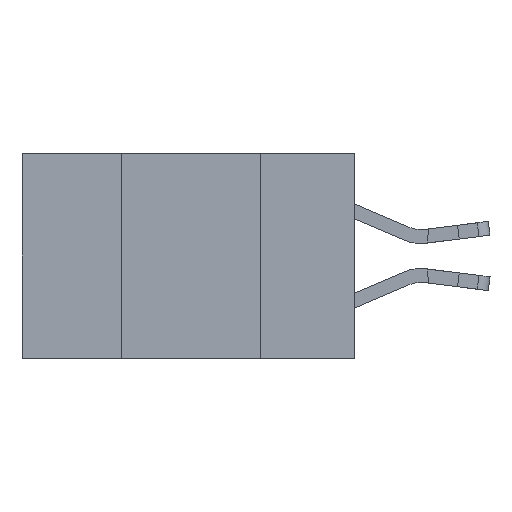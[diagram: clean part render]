
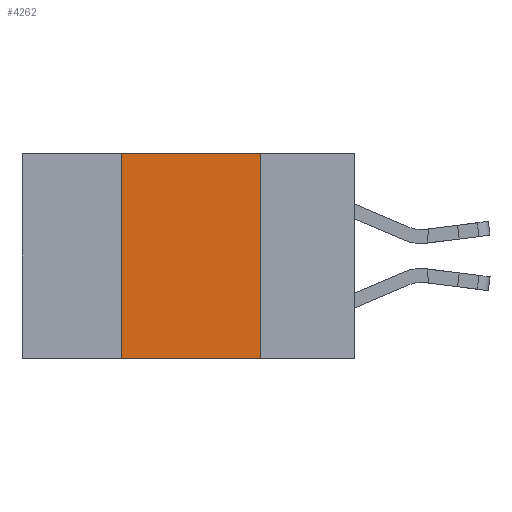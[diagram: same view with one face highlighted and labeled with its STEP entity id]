
A CAD part, left-side view. The second image highlights one B-rep face of the part: STEP entity #4262.
In plain terms, the highlighted planar face has unit normal (-1, 0, 0).
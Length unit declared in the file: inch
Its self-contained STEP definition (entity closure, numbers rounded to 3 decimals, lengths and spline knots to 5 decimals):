
#2419 = LINE ( 'NONE', #10006, #12879 ) ;
#2695 = DIRECTION ( 'NONE',  ( 0., -1., 0. ) ) ;
#2811 = ORIENTED_EDGE ( 'NONE', *, *, #10882, .F. ) ;
#4094 = VERTEX_POINT ( 'NONE', #8404 ) ;
#4262 = ADVANCED_FACE ( 'NONE', ( #11882 ), #7401, .F. ) ;
#5341 = CARTESIAN_POINT ( 'NONE',  ( 0., 0.17, 0. ) ) ;
#5714 = VECTOR ( 'NONE', #13428, 39.37008 ) ;
#5791 = EDGE_CURVE ( 'NONE', #10734, #4094, #8901, .T. ) ;
#5878 = AXIS2_PLACEMENT_3D ( 'NONE', #13384, #7301, #7457 ) ;
#6612 = ORIENTED_EDGE ( 'NONE', *, *, #7229, .T. ) ;
#7025 = ORIENTED_EDGE ( 'NONE', *, *, #5791, .F. ) ;
#7229 = EDGE_CURVE ( 'NONE', #10734, #7334, #7724, .T. ) ;
#7301 = DIRECTION ( 'NONE',  ( 1., 0., 0. ) ) ;
#7334 = VERTEX_POINT ( 'NONE', #10929 ) ;
#7401 = PLANE ( 'NONE',  #5878 ) ;
#7457 = DIRECTION ( 'NONE',  ( 0., 0., -1. ) ) ;
#7724 = LINE ( 'NONE', #9895, #10680 ) ;
#8404 = CARTESIAN_POINT ( 'NONE',  ( 0., 0.42, 0. ) ) ;
#8814 = EDGE_LOOP ( 'NONE', ( #10865, #2811, #7025, #6612 ) ) ;
#8901 = LINE ( 'NONE', #14316, #5714 ) ;
#9173 = CARTESIAN_POINT ( 'NONE',  ( 0., 0.42, -0.37 ) ) ;
#9643 = VECTOR ( 'NONE', #15474, 39.37008 ) ;
#9895 = CARTESIAN_POINT ( 'NONE',  ( 0., 0.6, -0.37 ) ) ;
#10006 = CARTESIAN_POINT ( 'NONE',  ( 0., 0.17, 0. ) ) ;
#10680 = VECTOR ( 'NONE', #2695, 39.37008 ) ;
#10734 = VERTEX_POINT ( 'NONE', #9173 ) ;
#10865 = ORIENTED_EDGE ( 'NONE', *, *, #13900, .F. ) ;
#10882 = EDGE_CURVE ( 'NONE', #4094, #12654, #13733, .T. ) ;
#10929 = CARTESIAN_POINT ( 'NONE',  ( 0., 0.17, -0.37 ) ) ;
#11882 = FACE_OUTER_BOUND ( 'NONE', #8814, .T. ) ;
#12500 = DIRECTION ( 'NONE',  ( 0., 0., -1. ) ) ;
#12654 = VERTEX_POINT ( 'NONE', #5341 ) ;
#12879 = VECTOR ( 'NONE', #12500, 39.37008 ) ;
#12913 = CARTESIAN_POINT ( 'NONE',  ( 0., 0.6, 0. ) ) ;
#13384 = CARTESIAN_POINT ( 'NONE',  ( 0., 0.6, 0. ) ) ;
#13428 = DIRECTION ( 'NONE',  ( 0., 0., 1. ) ) ;
#13733 = LINE ( 'NONE', #12913, #9643 ) ;
#13900 = EDGE_CURVE ( 'NONE', #12654, #7334, #2419, .T. ) ;
#14316 = CARTESIAN_POINT ( 'NONE',  ( 0., 0.42, 0. ) ) ;
#15474 = DIRECTION ( 'NONE',  ( 0., -1., 0. ) ) ;
